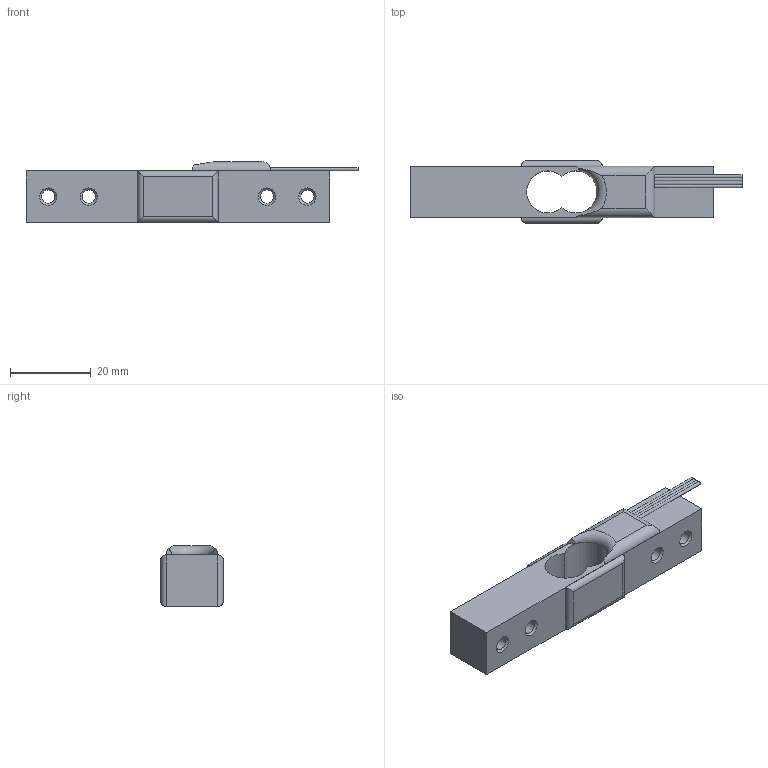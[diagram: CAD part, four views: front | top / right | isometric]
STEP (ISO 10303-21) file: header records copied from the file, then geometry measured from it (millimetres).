
FILE_DESCRIPTION(/* description */ (''),/* implementation_level */ '2;1');
FILE_NAME(/* name */ 'load sensor FHDA v1.step',/* time_stamp */ '2025-06-11T22:32:25+08:00',/* author */ (''),/* organization */ (''),/* preprocessor_version */ 'ST-DEVELOPER v20.1',/* originating_system */ 'Autodesk Translation Framework v14.10.0.0',/* authorisation */ '');
FILE_SCHEMA (('AUTOMOTIVE_DESIGN { 1 0 10303 214 3 1 1 }'));
Length unit declared in the file: millimetre
Products named in the file (1): load sensor FHDA
Bounding box: 82 x 15.5 x 15 mm (x, y, z)
Volume: 10822 mm3; surface area: 6704.6 mm2
Topology: 4 solids, 4 shells, 48 faces, 108 edges, 72 vertices
Faces by surface type: cylinder 21, plane 18, cone 8, torus 1
Full cylindrical faces by diameter (mm): 0.8 x4, 3.3 x4
Entity records: 1630 total; most frequent: CARTESIAN_POINT 401, DIRECTION 236, ORIENTED_EDGE 216, EDGE_CURVE 108, AXIS2_PLACEMENT_3D 91, VERTEX_POINT 72, EDGE_LOOP 62, LINE 54
